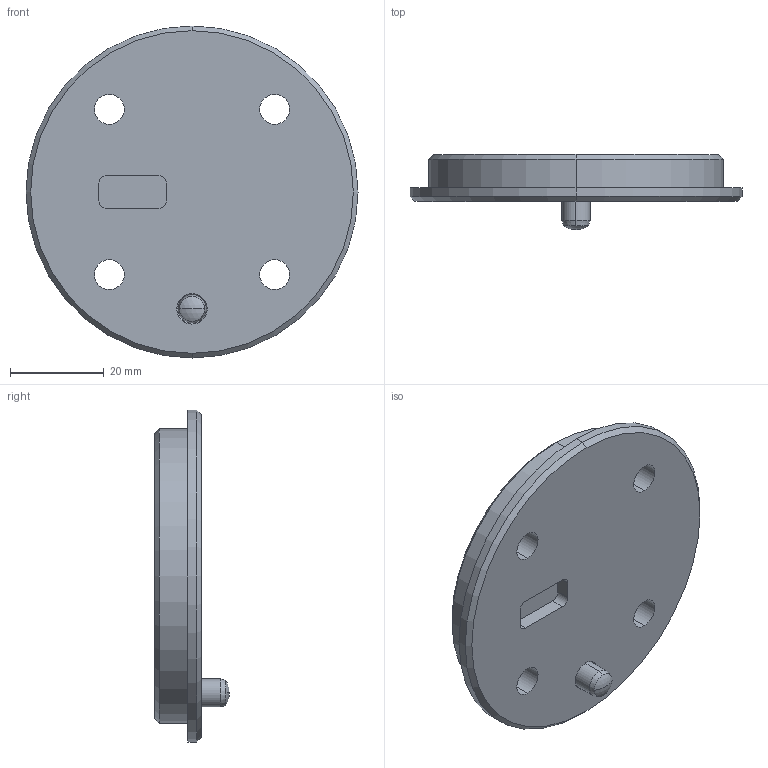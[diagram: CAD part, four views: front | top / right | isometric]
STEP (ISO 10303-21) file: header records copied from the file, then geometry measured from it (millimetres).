
FILE_DESCRIPTION (( 'STEP AP214' ), '1' );
FILE_NAME ('Q-062-TOOL_PLATE_Q-50-4M6-1D6_WITH_PIN.STEP', '2016-06-15T18:20:08', ( '' ), ( '' ), 'SwSTEP 2.0', 'SolidWorks 2013', '' );
FILE_SCHEMA (( 'AUTOMOTIVE_DESIGN' ));
Length unit declared in the file: millimetre
Products named in the file (1): Q-062-TOOL_PLATE_Q-50-4M6-1D6_WITH_PIN
Bounding box: 71 x 16 x 71 mm (x, y, z)
Volume: 26988.9 mm3; surface area: 11273.7 mm2
Topology: 2 solids, 2 shells, 47 faces, 110 edges, 70 vertices
Faces by surface type: cylinder 22, cone 12, plane 9, sphere 4
Entity records: 1431 total; most frequent: DIRECTION 270, CARTESIAN_POINT 228, ORIENTED_EDGE 220, AXIS2_PLACEMENT_3D 112, EDGE_CURVE 110, VERTEX_POINT 70, CIRCLE 64, EDGE_LOOP 60
